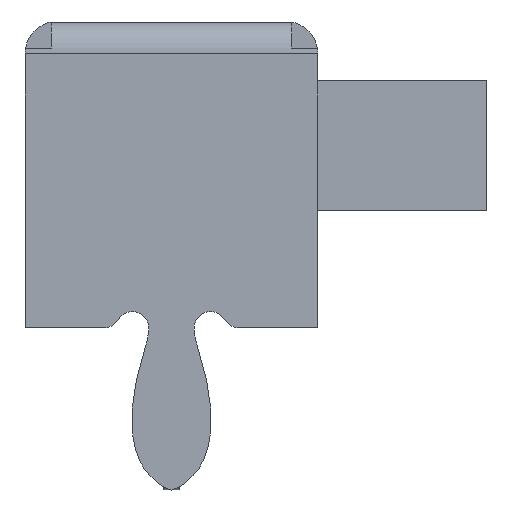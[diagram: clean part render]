
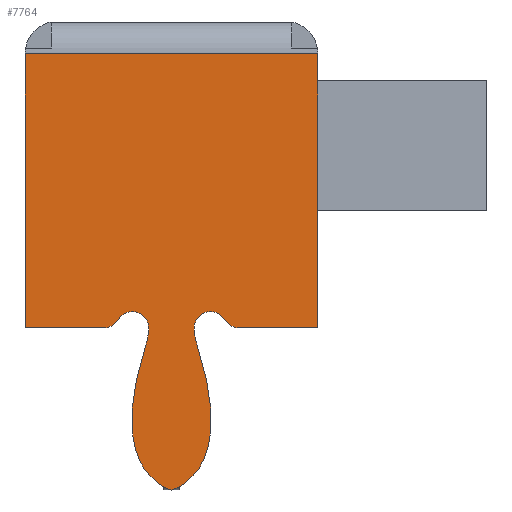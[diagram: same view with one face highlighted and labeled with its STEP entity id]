
A CAD part, left-side view. The second image highlights one B-rep face of the part: STEP entity #7764.
In plain terms, the highlighted planar face has unit normal (-1, 0, 0).
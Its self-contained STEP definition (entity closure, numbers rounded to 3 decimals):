
#121=B_SPLINE_CURVE_WITH_KNOTS('',3,(#10500,#10501,#10502,#10503,#10504),
 .UNSPECIFIED.,.F.,.F.,(4,1,4),(0.,0.25,0.993),
 .UNSPECIFIED.);
#123=B_SPLINE_CURVE_WITH_KNOTS('',3,(#10525,#10526,#10527,#10528,#10529),
 .UNSPECIFIED.,.F.,.F.,(4,1,4),(0.,0.25,0.993),
 .UNSPECIFIED.);
#484=FACE_OUTER_BOUND('',#915,.T.);
#915=EDGE_LOOP('',(#4960,#4961,#4962,#4963,#4964,#4965,#4966,#4967,#4968,
#4969,#4970,#4971,#4972,#4973));
#1340=CIRCLE('',#8223,0.073);
#1343=CIRCLE('',#8227,0.25);
#1345=CIRCLE('',#8230,0.25);
#1351=CIRCLE('',#8245,0.25);
#1353=CIRCLE('',#8248,0.25);
#1355=CIRCLE('',#8251,0.826);
#1357=CIRCLE('',#8254,0.826);
#1413=LINE('',#10419,#2223);
#1415=LINE('',#10426,#2225);
#1426=LINE('',#10454,#2236);
#1431=LINE('',#10464,#2241);
#1436=LINE('',#10534,#2246);
#2223=VECTOR('',#8725,1.);
#2225=VECTOR('',#8731,1.);
#2236=VECTOR('',#8756,1.);
#2241=VECTOR('',#8765,1.);
#2246=VECTOR('',#8796,1.);
#3020=VERTEX_POINT('',#10391);
#3021=VERTEX_POINT('',#10392);
#3024=VERTEX_POINT('',#10400);
#3027=VERTEX_POINT('',#10405);
#3029=VERTEX_POINT('',#10411);
#3031=VERTEX_POINT('',#10417);
#3034=VERTEX_POINT('',#10424);
#3043=VERTEX_POINT('',#10452);
#3044=VERTEX_POINT('',#10453);
#3047=VERTEX_POINT('',#10462);
#3049=VERTEX_POINT('',#10468);
#3051=VERTEX_POINT('',#10474);
#3053=VERTEX_POINT('',#10480);
#3055=VERTEX_POINT('',#10523);
#3764=EDGE_CURVE('',#3020,#3021,#1340,.T.);
#3771=EDGE_CURVE('',#3027,#3024,#1343,.T.);
#3774=EDGE_CURVE('',#3027,#3029,#1345,.T.);
#3777=EDGE_CURVE('',#3029,#3031,#1413,.T.);
#3780=EDGE_CURVE('',#3031,#3034,#1415,.T.);
#3793=EDGE_CURVE('',#3043,#3044,#1426,.T.);
#3799=EDGE_CURVE('',#3043,#3047,#1431,.T.);
#3802=EDGE_CURVE('',#3049,#3047,#1351,.T.);
#3805=EDGE_CURVE('',#3051,#3049,#1353,.T.);
#3808=EDGE_CURVE('',#3051,#3053,#1355,.T.);
#3810=EDGE_CURVE('',#3053,#3020,#121,.T.);
#3813=EDGE_CURVE('',#3055,#3021,#123,.T.);
#3815=EDGE_CURVE('',#3024,#3055,#1357,.T.);
#3816=EDGE_CURVE('',#3034,#3044,#1436,.T.);
#4960=ORIENTED_EDGE('',*,*,#3780,.T.);
#4961=ORIENTED_EDGE('',*,*,#3816,.T.);
#4962=ORIENTED_EDGE('',*,*,#3793,.F.);
#4963=ORIENTED_EDGE('',*,*,#3799,.T.);
#4964=ORIENTED_EDGE('',*,*,#3802,.F.);
#4965=ORIENTED_EDGE('',*,*,#3805,.F.);
#4966=ORIENTED_EDGE('',*,*,#3808,.T.);
#4967=ORIENTED_EDGE('',*,*,#3810,.T.);
#4968=ORIENTED_EDGE('',*,*,#3764,.T.);
#4969=ORIENTED_EDGE('',*,*,#3813,.F.);
#4970=ORIENTED_EDGE('',*,*,#3815,.F.);
#4971=ORIENTED_EDGE('',*,*,#3771,.F.);
#4972=ORIENTED_EDGE('',*,*,#3774,.T.);
#4973=ORIENTED_EDGE('',*,*,#3777,.T.);
#7069=PLANE('',#8255);
#7764=ADVANCED_FACE('',(#484),#7069,.T.);
#8223=AXIS2_PLACEMENT_3D('',#10393,#8700,#8701);
#8227=AXIS2_PLACEMENT_3D('',#10407,#8712,#8713);
#8230=AXIS2_PLACEMENT_3D('',#10413,#8719,#8720);
#8245=AXIS2_PLACEMENT_3D('',#10470,#8771,#8772);
#8248=AXIS2_PLACEMENT_3D('',#10476,#8778,#8779);
#8251=AXIS2_PLACEMENT_3D('',#10482,#8785,#8786);
#8254=AXIS2_PLACEMENT_3D('',#10532,#8792,#8793);
#8255=AXIS2_PLACEMENT_3D('',#10533,#8794,#8795);
#8700=DIRECTION('center_axis',(-1.,0.,0.));
#8701=DIRECTION('ref_axis',(0.,0.,1.));
#8712=DIRECTION('center_axis',(-1.,0.,0.));
#8713=DIRECTION('ref_axis',(0.,0.,1.));
#8719=DIRECTION('center_axis',(-1.,0.,0.));
#8720=DIRECTION('ref_axis',(0.,0.,1.));
#8725=DIRECTION('',(0.,-1.,0.));
#8731=DIRECTION('',(0.,0.,1.));
#8756=DIRECTION('',(0.,0.,1.));
#8765=DIRECTION('',(0.,-1.,0.));
#8771=DIRECTION('center_axis',(1.,0.,0.));
#8772=DIRECTION('ref_axis',(0.,0.,1.));
#8778=DIRECTION('center_axis',(-1.,0.,0.));
#8779=DIRECTION('ref_axis',(0.,0.,1.));
#8785=DIRECTION('center_axis',(1.,0.,0.));
#8786=DIRECTION('ref_axis',(0.,0.,1.));
#8792=DIRECTION('center_axis',(-1.,0.,0.));
#8793=DIRECTION('ref_axis',(0.,0.,1.));
#8794=DIRECTION('center_axis',(-1.,0.,0.));
#8795=DIRECTION('ref_axis',(0.,0.,1.));
#8796=DIRECTION('',(0.,1.,0.));
#10391=CARTESIAN_POINT('',(-4.3,0.023,-3.197));
#10392=CARTESIAN_POINT('',(-4.3,-0.023,-3.197));
#10393=CARTESIAN_POINT('Origin',(-4.3,0.,-3.127));
#10400=CARTESIAN_POINT('',(-4.3,-0.35,-0.706));
#10405=CARTESIAN_POINT('',(-4.3,-0.817,-0.581));
#10407=CARTESIAN_POINT('Origin',(-4.3,-0.6,-0.706));
#10411=CARTESIAN_POINT('',(-4.3,-1.033,-0.706));
#10413=CARTESIAN_POINT('Origin',(-4.3,-1.033,-0.456));
#10417=CARTESIAN_POINT('',(-4.3,-2.25,-0.706));
#10419=CARTESIAN_POINT('',(-4.3,0.,-0.706));
#10424=CARTESIAN_POINT('',(-4.3,-2.25,3.504));
#10426=CARTESIAN_POINT('',(-4.3,-2.25,-0.756));
#10452=CARTESIAN_POINT('',(-4.3,2.25,-0.706));
#10453=CARTESIAN_POINT('',(-4.3,2.25,3.504));
#10454=CARTESIAN_POINT('',(-4.3,2.25,-0.756));
#10462=CARTESIAN_POINT('',(-4.3,1.033,-0.706));
#10464=CARTESIAN_POINT('',(-4.3,0.,-0.706));
#10468=CARTESIAN_POINT('',(-4.3,0.817,-0.581));
#10470=CARTESIAN_POINT('Origin',(-4.3,1.033,-0.456));
#10474=CARTESIAN_POINT('',(-4.3,0.35,-0.706));
#10476=CARTESIAN_POINT('Origin',(-4.3,0.6,-0.706));
#10480=CARTESIAN_POINT('',(-4.3,0.395,-0.974));
#10482=CARTESIAN_POINT('Origin',(-4.3,1.176,-0.706));
#10500=CARTESIAN_POINT('Ctrl Pts',(-4.3,0.395,-0.974));
#10501=CARTESIAN_POINT('Ctrl Pts',(-4.3,0.403,-0.999));
#10502=CARTESIAN_POINT('Ctrl Pts',(-4.3,0.574,-1.5));
#10503=CARTESIAN_POINT('Ctrl Pts',(-4.3,0.798,-2.86));
#10504=CARTESIAN_POINT('Ctrl Pts',(-4.3,0.023,-3.197));
#10523=CARTESIAN_POINT('',(-4.3,-0.395,-0.974));
#10525=CARTESIAN_POINT('Ctrl Pts',(-4.3,-0.395,-0.974));
#10526=CARTESIAN_POINT('Ctrl Pts',(-4.3,-0.403,-0.999));
#10527=CARTESIAN_POINT('Ctrl Pts',(-4.3,-0.574,-1.5));
#10528=CARTESIAN_POINT('Ctrl Pts',(-4.3,-0.798,-2.86));
#10529=CARTESIAN_POINT('Ctrl Pts',(-4.3,-0.023,-3.197));
#10532=CARTESIAN_POINT('Origin',(-4.3,-1.176,-0.706));
#10533=CARTESIAN_POINT('Origin',(-4.3,0.,-0.756));
#10534=CARTESIAN_POINT('',(-4.3,1.85,3.504));
